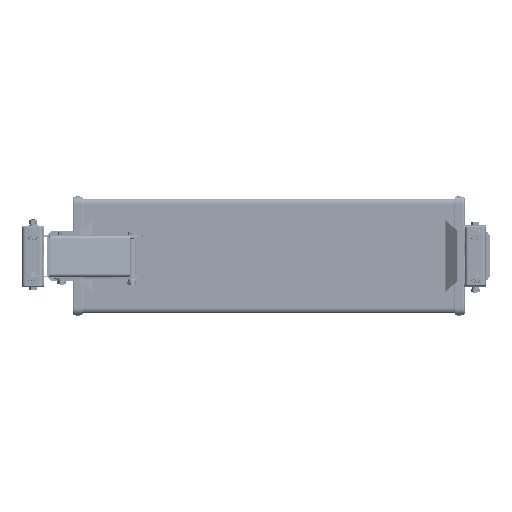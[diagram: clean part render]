
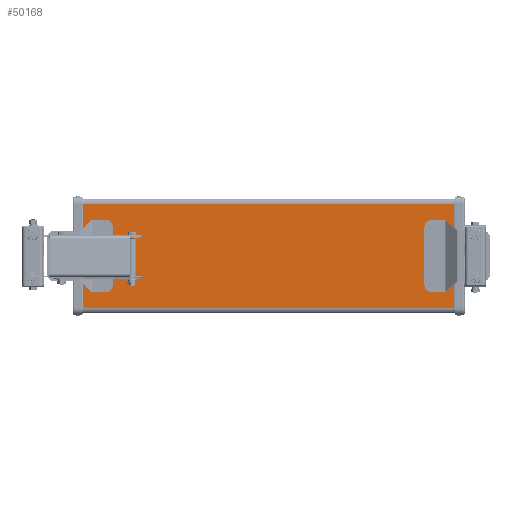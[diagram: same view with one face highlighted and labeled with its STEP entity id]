
A CAD part, front view. The second image highlights one B-rep face of the part: STEP entity #50168.
In plain terms, the highlighted planar face has unit normal (0, -1, 0).
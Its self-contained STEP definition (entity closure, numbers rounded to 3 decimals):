
#4171 = CARTESIAN_POINT ( 'NONE',  ( 9.18, 0.1, 1.306 ) ) ;
#4179 = CARTESIAN_POINT ( 'NONE',  ( 9.18, 0.1, -1.056 ) ) ;
#4200 = CARTESIAN_POINT ( 'NONE',  ( -9.18, 0.1, -1.056 ) ) ;
#4209 = CARTESIAN_POINT ( 'NONE',  ( -9.18, 0.1, 1.056 ) ) ;
#4214 = CARTESIAN_POINT ( 'NONE',  ( -9.18, 0.1, 1.306 ) ) ;
#4219 = CARTESIAN_POINT ( 'NONE',  ( 9.18, 0.1, -1.181 ) ) ;
#4229 = CARTESIAN_POINT ( 'NONE',  ( 9.18, 0.1, -1.306 ) ) ;
#4242 = DIRECTION ( 'NONE',  ( 0., 0., -1. ) ) ;
#4243 = DIRECTION ( 'NONE',  ( 0., -1., 0. ) ) ;
#4244 = CIRCLE ( 'NONE', #4278, 0.125 ) ;
#4246 = CIRCLE ( 'NONE', #4251, 0.125 ) ;
#4250 = CARTESIAN_POINT ( 'NONE',  ( 9.18, 0.1, 1.181 ) ) ;
#4251 = AXIS2_PLACEMENT_3D ( 'NONE', #4250, #4243, #4242 ) ;
#4270 = CARTESIAN_POINT ( 'NONE',  ( 9.18, 0.1, 1.056 ) ) ;
#4276 = DIRECTION ( 'NONE',  ( 0., 0., -1. ) ) ;
#4277 = DIRECTION ( 'NONE',  ( 0., -1., 0. ) ) ;
#4278 = AXIS2_PLACEMENT_3D ( 'NONE', #4219, #4277, #4276 ) ;
#4306 = DIRECTION ( 'NONE',  ( 0., 0., -1. ) ) ;
#4307 = DIRECTION ( 'NONE',  ( 0., -1., 0. ) ) ;
#4310 = AXIS2_PLACEMENT_3D ( 'NONE', #4320, #4307, #4306 ) ;
#4317 = CIRCLE ( 'NONE', #4310, 0.125 ) ;
#4320 = CARTESIAN_POINT ( 'NONE',  ( -9.18, 0.1, 1.181 ) ) ;
#4359 = DIRECTION ( 'NONE',  ( 0., 0., -1. ) ) ;
#4360 = DIRECTION ( 'NONE',  ( 0., -1., 0. ) ) ;
#4361 = CARTESIAN_POINT ( 'NONE',  ( -9.18, 0.1, -1.181 ) ) ;
#4362 = AXIS2_PLACEMENT_3D ( 'NONE', #4361, #4360, #4359 ) ;
#4363 = CIRCLE ( 'NONE', #4362, 0.125 ) ;
#4368 = CARTESIAN_POINT ( 'NONE',  ( -9.18, 0.1, -1.306 ) ) ;
#7327 = VECTOR ( 'NONE', #7396, 39.37 ) ;
#7331 = CARTESIAN_POINT ( 'NONE',  ( -10.156, 0.1, -2.844 ) ) ;
#7332 = LINE ( 'NONE', #7331, #7327 ) ;
#7375 = CARTESIAN_POINT ( 'NONE',  ( -10.086, 0.1, -2.844 ) ) ;
#7383 = CARTESIAN_POINT ( 'NONE',  ( 10.086, 0.1, -2.844 ) ) ;
#7396 = DIRECTION ( 'NONE',  ( 1., 0., 0. ) ) ;
#7401 = CARTESIAN_POINT ( 'NONE',  ( -10.086, 0.1, 2.844 ) ) ;
#7402 = LINE ( 'NONE', #7401, #7447 ) ;
#7431 = DIRECTION ( 'NONE',  ( 0., 0., -1. ) ) ;
#7432 = DIRECTION ( 'NONE',  ( 0., -1., 0. ) ) ;
#7435 = CARTESIAN_POINT ( 'NONE',  ( 9.18, 0.1, -1.181 ) ) ;
#7436 = DIRECTION ( 'NONE',  ( 0., 0., 1. ) ) ;
#7437 = VECTOR ( 'NONE', #7436, 39.37 ) ;
#7438 = CARTESIAN_POINT ( 'NONE',  ( 10.086, 0.1, 2.844 ) ) ;
#7439 = LINE ( 'NONE', #7438, #7437 ) ;
#7446 = DIRECTION ( 'NONE',  ( 0., 0., -1. ) ) ;
#7447 = VECTOR ( 'NONE', #7446, 39.37 ) ;
#7450 = CIRCLE ( 'NONE', #7455, 0.125 ) ;
#7455 = AXIS2_PLACEMENT_3D ( 'NONE', #7435, #7432, #7431 ) ;
#7467 = CARTESIAN_POINT ( 'NONE',  ( 10.086, 0.1, 2.844 ) ) ;
#7469 = DIRECTION ( 'NONE',  ( 0., 0., -1. ) ) ;
#7470 = DIRECTION ( 'NONE',  ( 0., -1., 0. ) ) ;
#7473 = CIRCLE ( 'NONE', #7521, 0.125 ) ;
#7474 = CIRCLE ( 'NONE', #7527, 0.125 ) ;
#7480 = FACE_BOUND ( 'NONE', #50196, .T. ) ;
#7484 = FACE_BOUND ( 'NONE', #50162, .T. ) ;
#7485 = PLANE ( 'NONE',  #7487 ) ;
#7486 = FACE_BOUND ( 'NONE', #50161, .T. ) ;
#7487 = AXIS2_PLACEMENT_3D ( 'NONE', #7491, #7470, #7469 ) ;
#7490 = FACE_OUTER_BOUND ( 'NONE', #50254, .T. ) ;
#7491 = CARTESIAN_POINT ( 'NONE',  ( -10.156, 0.1, 2.844 ) ) ;
#7492 = FACE_BOUND ( 'NONE', #50183, .T. ) ;
#7519 = DIRECTION ( 'NONE',  ( 0., 0., -1. ) ) ;
#7520 = DIRECTION ( 'NONE',  ( 0., -1., 0. ) ) ;
#7521 = AXIS2_PLACEMENT_3D ( 'NONE', #7528, #7520, #7519 ) ;
#7525 = DIRECTION ( 'NONE',  ( 0., 0., -1. ) ) ;
#7526 = DIRECTION ( 'NONE',  ( 0., -1., 0. ) ) ;
#7527 = AXIS2_PLACEMENT_3D ( 'NONE', #7529, #7526, #7525 ) ;
#7528 = CARTESIAN_POINT ( 'NONE',  ( -9.18, 0.1, -1.181 ) ) ;
#7529 = CARTESIAN_POINT ( 'NONE',  ( 9.18, 0.1, 1.181 ) ) ;
#7535 = AXIS2_PLACEMENT_3D ( 'NONE', #7557, #7580, #7579 ) ;
#7538 = CIRCLE ( 'NONE', #7535, 0.125 ) ;
#7539 = LINE ( 'NONE', #7577, #7569 ) ;
#7544 = CARTESIAN_POINT ( 'NONE',  ( -10.086, 0.1, 2.844 ) ) ;
#7557 = CARTESIAN_POINT ( 'NONE',  ( -9.18, 0.1, 1.181 ) ) ;
#7568 = DIRECTION ( 'NONE',  ( 1., 0., 0. ) ) ;
#7569 = VECTOR ( 'NONE', #7568, 39.37 ) ;
#7577 = CARTESIAN_POINT ( 'NONE',  ( -10.156, 0.1, 2.844 ) ) ;
#7579 = DIRECTION ( 'NONE',  ( 0., 0., -1. ) ) ;
#7580 = DIRECTION ( 'NONE',  ( 0., -1., 0. ) ) ;
#47269 = VERTEX_POINT ( 'NONE', #4179 ) ;
#47280 = VERTEX_POINT ( 'NONE', #4171 ) ;
#47311 = VERTEX_POINT ( 'NONE', #4214 ) ;
#47312 = VERTEX_POINT ( 'NONE', #4209 ) ;
#47327 = EDGE_CURVE ( 'NONE', #47280, #47361, #4246, .T. ) ;
#47338 = VERTEX_POINT ( 'NONE', #4200 ) ;
#47349 = VERTEX_POINT ( 'NONE', #4229 ) ;
#47350 = EDGE_CURVE ( 'NONE', #47269, #47349, #4244, .T. ) ;
#47361 = VERTEX_POINT ( 'NONE', #4270 ) ;
#47433 = EDGE_CURVE ( 'NONE', #47311, #47312, #4317, .T. ) ;
#47444 = VERTEX_POINT ( 'NONE', #4368 ) ;
#47445 = EDGE_CURVE ( 'NONE', #47338, #47444, #4363, .T. ) ;
#50062 = ORIENTED_EDGE ( 'NONE', *, *, #50258, .F. ) ;
#50066 = ORIENTED_EDGE ( 'NONE', *, *, #50192, .F. ) ;
#50086 = EDGE_CURVE ( 'NONE', #50105, #50100, #7332, .T. ) ;
#50100 = VERTEX_POINT ( 'NONE', #7383 ) ;
#50105 = VERTEX_POINT ( 'NONE', #7375 ) ;
#50139 = ORIENTED_EDGE ( 'NONE', *, *, #50270, .F. ) ;
#50141 = EDGE_CURVE ( 'NONE', #50249, #50105, #7402, .T. ) ;
#50146 = EDGE_CURVE ( 'NONE', #50100, #50174, #7439, .T. ) ;
#50148 = EDGE_CURVE ( 'NONE', #47349, #47269, #7450, .T. ) ;
#50151 = ORIENTED_EDGE ( 'NONE', *, *, #47327, .F. ) ;
#50160 = ORIENTED_EDGE ( 'NONE', *, *, #47350, .F. ) ;
#50161 = EDGE_LOOP ( 'NONE', ( #50178, #50160 ) ) ;
#50162 = EDGE_LOOP ( 'NONE', ( #50195, #50151 ) ) ;
#50168 = ADVANCED_FACE ( 'NONE', ( #7486, #7484, #7492, #7480, #7490 ), #7485, .T. ) ;
#50174 = VERTEX_POINT ( 'NONE', #7467 ) ;
#50178 = ORIENTED_EDGE ( 'NONE', *, *, #50148, .F. ) ;
#50183 = EDGE_LOOP ( 'NONE', ( #50066, #50246 ) ) ;
#50190 = EDGE_CURVE ( 'NONE', #47361, #47280, #7474, .T. ) ;
#50192 = EDGE_CURVE ( 'NONE', #47444, #47338, #7473, .T. ) ;
#50195 = ORIENTED_EDGE ( 'NONE', *, *, #50190, .F. ) ;
#50196 = EDGE_LOOP ( 'NONE', ( #50062, #50260 ) ) ;
#50207 = ORIENTED_EDGE ( 'NONE', *, *, #50146, .T. ) ;
#50246 = ORIENTED_EDGE ( 'NONE', *, *, #47445, .F. ) ;
#50249 = VERTEX_POINT ( 'NONE', #7544 ) ;
#50254 = EDGE_LOOP ( 'NONE', ( #50139, #50347, #50265, #50207 ) ) ;
#50258 = EDGE_CURVE ( 'NONE', #47312, #47311, #7538, .T. ) ;
#50260 = ORIENTED_EDGE ( 'NONE', *, *, #47433, .F. ) ;
#50265 = ORIENTED_EDGE ( 'NONE', *, *, #50086, .T. ) ;
#50270 = EDGE_CURVE ( 'NONE', #50249, #50174, #7539, .T. ) ;
#50347 = ORIENTED_EDGE ( 'NONE', *, *, #50141, .T. ) ;
